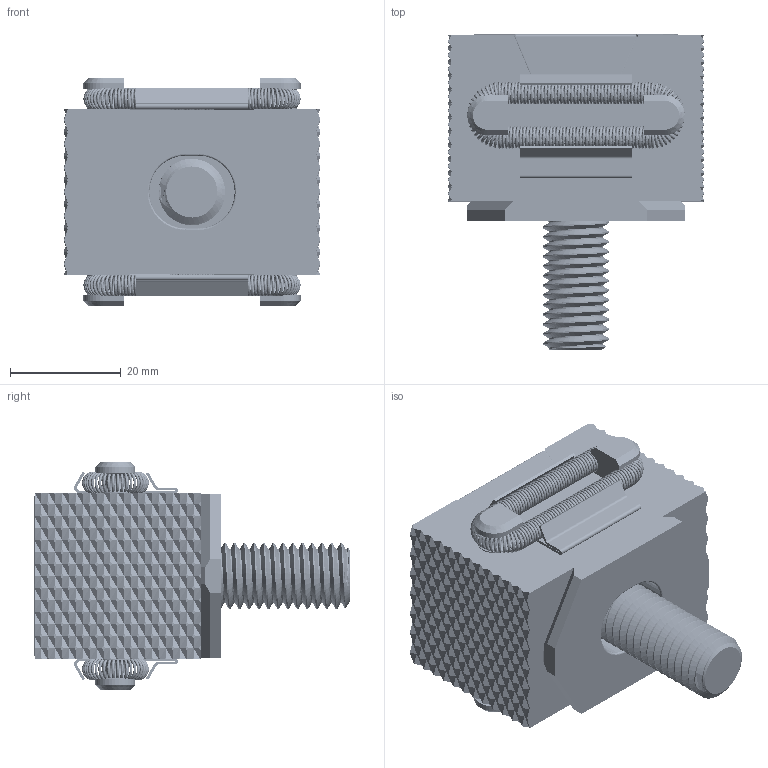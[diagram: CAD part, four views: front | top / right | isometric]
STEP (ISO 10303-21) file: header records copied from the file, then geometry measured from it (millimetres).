
FILE_DESCRIPTION (( 'STEP AP203' ), '1' );
FILE_NAME ('47151.STEP', '2019-11-20T16:48:44', ( 'Marc' ), ( 'Microsoft' ), 'SwSTEP 2.0', 'SolidWorks 2018', '' );
FILE_SCHEMA (( 'CONFIG_CONTROL_DESIGN' ));
Length unit declared in the file: inch
Products named in the file (9): 47135_47135; M1245MM SHCS_M1245MM SHCS; 47151; Q101367_Q101367; Q101369_Q101369; 47137_47137; 47134_47134; JDK P S; JDK-P_S_D_S_DTY
Assembly tree (11 placements, depth 3):
  47151
    Q101367_Q101367  x2
    Q101369_Q101369
    47137_47137  x2
    47134_47134
    47135_47135  x2
      JDK P S
      JDK-P_S_D_S_DTY
    M1245MM SHCS_M1245MM SHCS
Bounding box: 46 x 57 x 41.2 mm (x, y, z)
Volume: 43383.1 mm3; surface area: 25440.5 mm2
Topology: 11 solids, 11 shells, 4368 faces, 10751 edges, 6229 vertices
Faces by surface type: plane 2508, bspline 1638, cylinder 190, cone 20, torus 12
Entity records: 88303 total; most frequent: CARTESIAN_POINT 34991, ORIENTED_EDGE 11882, DIRECTION 10023, EDGE_CURVE 5941, AXIS2_PLACEMENT_3D 3582, VERTEX_POINT 3487, VECTOR 2859, LINE 2859
